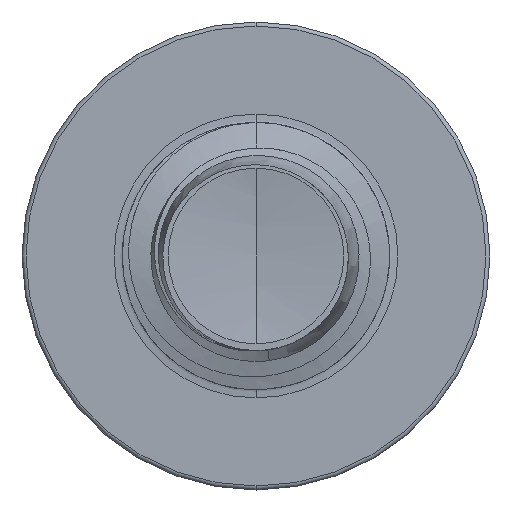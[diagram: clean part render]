
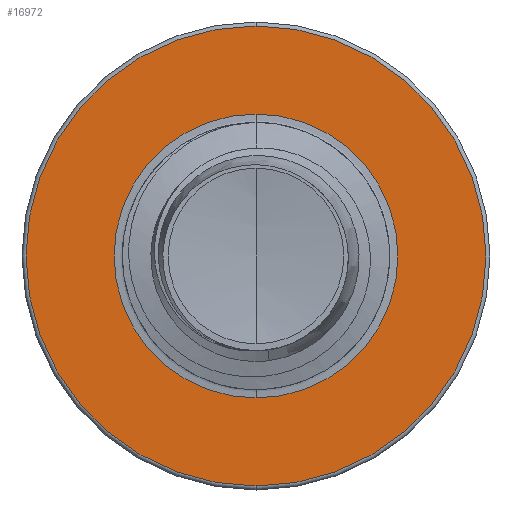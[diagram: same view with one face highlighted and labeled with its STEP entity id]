
A CAD part, front view. The second image highlights one B-rep face of the part: STEP entity #16972.
In plain terms, the highlighted planar face has unit normal (0, -1, 0).
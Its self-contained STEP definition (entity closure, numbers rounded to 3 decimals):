
#1486 = ORIENTED_EDGE ( 'NONE', *, *, #3922, .F. ) ;
#1555 = CIRCLE ( 'NONE', #18088, 3.186 ) ;
#1821 = DIRECTION ( 'NONE',  ( 0., 0., 1. ) ) ;
#1830 = DIRECTION ( 'NONE',  ( 0., 1., 0. ) ) ;
#1859 = CARTESIAN_POINT ( 'NONE',  ( 0., 6.5, 0. ) ) ;
#3054 = CIRCLE ( 'NONE', #15397, 5.16 ) ;
#3922 = EDGE_CURVE ( 'NONE', #15610, #17282, #3054, .T. ) ;
#4472 = EDGE_CURVE ( 'NONE', #15245, #16916, #1555, .T. ) ;
#5171 = DIRECTION ( 'NONE',  ( 0., 0., 1. ) ) ;
#5195 = DIRECTION ( 'NONE',  ( 0., 1., 0. ) ) ;
#5233 = CARTESIAN_POINT ( 'NONE',  ( 0., 6.5, 0. ) ) ;
#5762 = DIRECTION ( 'NONE',  ( 0., 0., 1. ) ) ;
#5791 = DIRECTION ( 'NONE',  ( 0., 0., 1. ) ) ;
#5822 = DIRECTION ( 'NONE',  ( 0., 1., 0. ) ) ;
#5823 = DIRECTION ( 'NONE',  ( 0., 1., 0. ) ) ;
#5848 = CARTESIAN_POINT ( 'NONE',  ( 0., 6.5, 0. ) ) ;
#5875 = CARTESIAN_POINT ( 'NONE',  ( 0., 6.5, 0. ) ) ;
#7412 = ORIENTED_EDGE ( 'NONE', *, *, #9608, .F. ) ;
#8412 = CIRCLE ( 'NONE', #17116, 5.16 ) ;
#9570 = EDGE_CURVE ( 'NONE', #16916, #15245, #16354, .T. ) ;
#9608 = EDGE_CURVE ( 'NONE', #17282, #15610, #8412, .T. ) ;
#10161 = CARTESIAN_POINT ( 'NONE',  ( 0., 6.5, -5.16 ) ) ;
#11145 = EDGE_LOOP ( 'NONE', ( #1486, #7412 ) ) ;
#11451 = FACE_BOUND ( 'NONE', #17570, .T. ) ;
#12206 = CARTESIAN_POINT ( 'NONE',  ( 0., 6.5, 5.16 ) ) ;
#12374 = ORIENTED_EDGE ( 'NONE', *, *, #9570, .T. ) ;
#13391 = AXIS2_PLACEMENT_3D ( 'NONE', #5848, #5823, #5791 ) ;
#14007 = CARTESIAN_POINT ( 'NONE',  ( 0., 6.5, -3.186 ) ) ;
#14150 = DIRECTION ( 'NONE',  ( 0., 0., 1. ) ) ;
#14186 = DIRECTION ( 'NONE',  ( 0., 1., 0. ) ) ;
#14205 = CARTESIAN_POINT ( 'NONE',  ( 0., 6.5, -3.186 ) ) ;
#15244 = PLANE ( 'NONE',  #18320 ) ;
#15245 = VERTEX_POINT ( 'NONE', #14007 ) ;
#15397 = AXIS2_PLACEMENT_3D ( 'NONE', #5875, #5822, #5762 ) ;
#15610 = VERTEX_POINT ( 'NONE', #12206 ) ;
#15740 = CARTESIAN_POINT ( 'NONE',  ( 0., 6.5, 3.186 ) ) ;
#15942 = ORIENTED_EDGE ( 'NONE', *, *, #4472, .T. ) ;
#16354 = CIRCLE ( 'NONE', #13391, 3.186 ) ;
#16916 = VERTEX_POINT ( 'NONE', #15740 ) ;
#16972 = ADVANCED_FACE ( 'NONE', ( #17371, #11451 ), #15244, .F. ) ;
#17116 = AXIS2_PLACEMENT_3D ( 'NONE', #5233, #5195, #5171 ) ;
#17282 = VERTEX_POINT ( 'NONE', #10161 ) ;
#17371 = FACE_OUTER_BOUND ( 'NONE', #11145, .T. ) ;
#17570 = EDGE_LOOP ( 'NONE', ( #12374, #15942 ) ) ;
#18088 = AXIS2_PLACEMENT_3D ( 'NONE', #1859, #1830, #1821 ) ;
#18320 = AXIS2_PLACEMENT_3D ( 'NONE', #14205, #14186, #14150 ) ;
